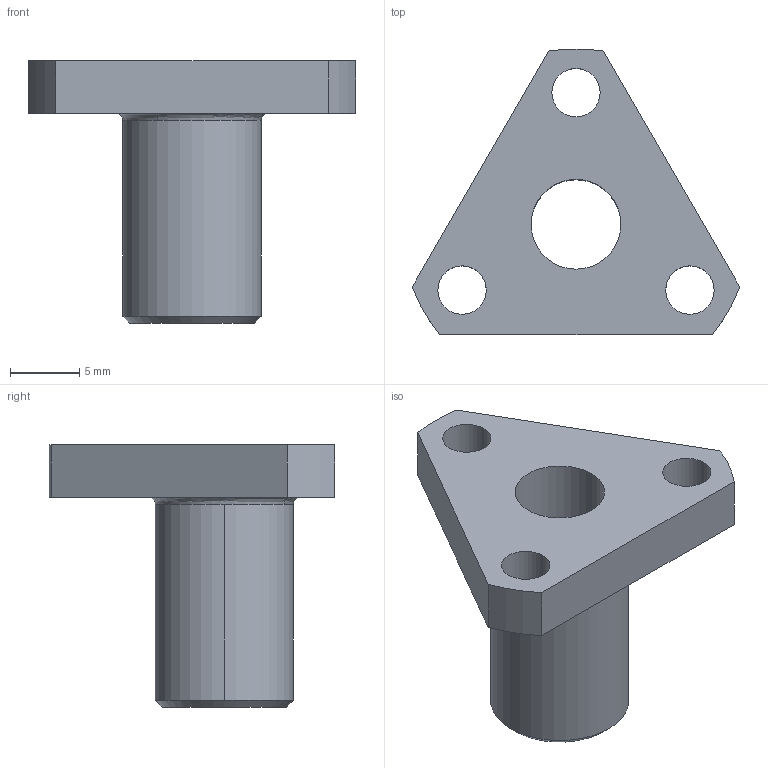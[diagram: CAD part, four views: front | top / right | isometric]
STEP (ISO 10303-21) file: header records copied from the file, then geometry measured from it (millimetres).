
FILE_DESCRIPTION (( 'STEP AP214' ), '1' );
FILE_NAME ('STP-LA-NTFC.STEP', '2020-11-02T14:39:14', ( '' ), ( '' ), 'SwSTEP 2.0', 'SolidWorks 2017', '' );
FILE_SCHEMA (( 'AUTOMOTIVE_DESIGN' ));
Length unit declared in the file: millimetre
Products named in the file (1): STP-LA-NTFC
Bounding box: 23.72 x 20.68 x 19 mm (x, y, z)
Volume: 1643.5 mm3; surface area: 1748.1 mm2
Topology: 1 solids, 1 shells, 24 faces, 62 edges, 41 vertices
Faces by surface type: cylinder 13, plane 6, cone 3, bspline 2
Entity records: 983 total; most frequent: CARTESIAN_POINT 320, DIRECTION 141, ORIENTED_EDGE 124, EDGE_CURVE 62, AXIS2_PLACEMENT_3D 58, VERTEX_POINT 41, CIRCLE 35, EDGE_LOOP 33
